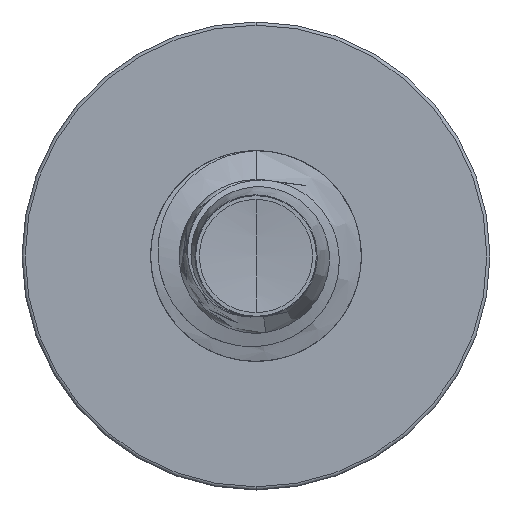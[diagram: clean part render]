
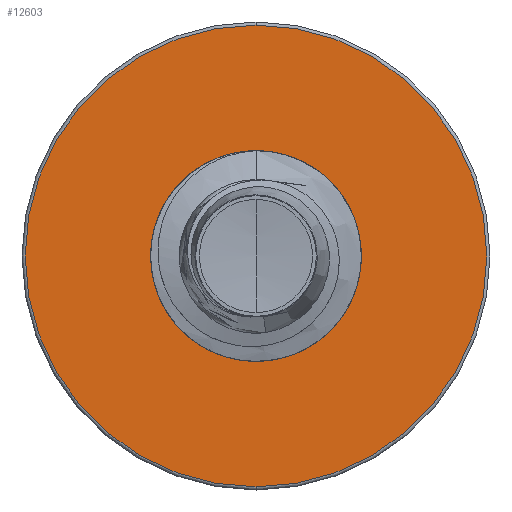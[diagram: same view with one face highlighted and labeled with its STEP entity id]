
A CAD part, front view. The second image highlights one B-rep face of the part: STEP entity #12603.
In plain terms, the highlighted planar face has unit normal (0, -1, 0).
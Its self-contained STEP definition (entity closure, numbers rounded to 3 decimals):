
#41 = EDGE_CURVE ( 'NONE', #8836, #11674, #10009, .T. ) ;
#590 = CARTESIAN_POINT ( 'NONE',  ( 0., 7.5, 0. ) ) ;
#1141 = VERTEX_POINT ( 'NONE', #12556 ) ;
#1787 = DIRECTION ( 'NONE',  ( 0., 0., 1. ) ) ;
#2038 = FACE_BOUND ( 'NONE', #9977, .T. ) ;
#2427 = FACE_OUTER_BOUND ( 'NONE', #10564, .T. ) ;
#3564 = AXIS2_PLACEMENT_3D ( 'NONE', #11206, #4044, #12402 ) ;
#3989 = AXIS2_PLACEMENT_3D ( 'NONE', #4713, #6033, #14379 ) ;
#4044 = DIRECTION ( 'NONE',  ( 0., 1., 0. ) ) ;
#4713 = CARTESIAN_POINT ( 'NONE',  ( 0., 7.5, -0.866 ) ) ;
#4745 = CARTESIAN_POINT ( 'NONE',  ( 0., 7.5, 0. ) ) ;
#4797 = CARTESIAN_POINT ( 'NONE',  ( 0., 7.5, 0. ) ) ;
#5965 = DIRECTION ( 'NONE',  ( 0., 0., 1. ) ) ;
#6033 = DIRECTION ( 'NONE',  ( 0., 1., 0. ) ) ;
#6163 = CARTESIAN_POINT ( 'NONE',  ( 0., 7.5, -1.973 ) ) ;
#6203 = AXIS2_PLACEMENT_3D ( 'NONE', #590, #8996, #1787 ) ;
#6467 = ORIENTED_EDGE ( 'NONE', *, *, #10002, .T. ) ;
#6591 = EDGE_CURVE ( 'NONE', #1141, #15438, #11081, .T. ) ;
#7411 = EDGE_CURVE ( 'NONE', #15438, #1141, #12757, .T. ) ;
#8247 = CARTESIAN_POINT ( 'NONE',  ( 0., 7.5, -0.866 ) ) ;
#8836 = VERTEX_POINT ( 'NONE', #8247 ) ;
#8996 = DIRECTION ( 'NONE',  ( 0., 1., 0. ) ) ;
#9464 = DIRECTION ( 'NONE',  ( 0., 0., 1. ) ) ;
#9638 = AXIS2_PLACEMENT_3D ( 'NONE', #4745, #13106, #5965 ) ;
#9977 = EDGE_LOOP ( 'NONE', ( #6467, #13047 ) ) ;
#10002 = EDGE_CURVE ( 'NONE', #11674, #8836, #15374, .T. ) ;
#10009 = CIRCLE ( 'NONE', #12770, 0.866 ) ;
#10564 = EDGE_LOOP ( 'NONE', ( #12726, #15232 ) ) ;
#11081 = CIRCLE ( 'NONE', #9638, 1.973 ) ;
#11152 = CARTESIAN_POINT ( 'NONE',  ( 0., 7.5, 0.866 ) ) ;
#11206 = CARTESIAN_POINT ( 'NONE',  ( 0., 7.5, 0. ) ) ;
#11674 = VERTEX_POINT ( 'NONE', #11152 ) ;
#11972 = PLANE ( 'NONE',  #3989 ) ;
#12402 = DIRECTION ( 'NONE',  ( 0., 0., 1. ) ) ;
#12556 = CARTESIAN_POINT ( 'NONE',  ( 0., 7.5, 1.973 ) ) ;
#12603 = ADVANCED_FACE ( 'NONE', ( #2427, #2038 ), #11972, .F. ) ;
#12726 = ORIENTED_EDGE ( 'NONE', *, *, #6591, .F. ) ;
#12757 = CIRCLE ( 'NONE', #3564, 1.973 ) ;
#12770 = AXIS2_PLACEMENT_3D ( 'NONE', #4797, #14265, #9464 ) ;
#13047 = ORIENTED_EDGE ( 'NONE', *, *, #41, .T. ) ;
#13106 = DIRECTION ( 'NONE',  ( 0., 1., 0. ) ) ;
#14265 = DIRECTION ( 'NONE',  ( 0., 1., 0. ) ) ;
#14379 = DIRECTION ( 'NONE',  ( 0., 0., 1. ) ) ;
#15232 = ORIENTED_EDGE ( 'NONE', *, *, #7411, .F. ) ;
#15374 = CIRCLE ( 'NONE', #6203, 0.866 ) ;
#15438 = VERTEX_POINT ( 'NONE', #6163 ) ;
